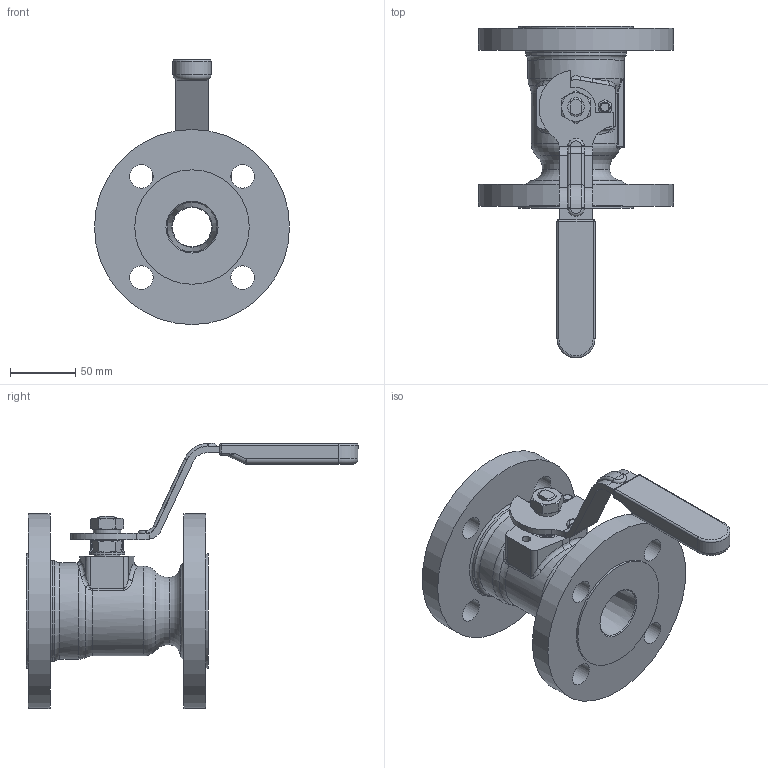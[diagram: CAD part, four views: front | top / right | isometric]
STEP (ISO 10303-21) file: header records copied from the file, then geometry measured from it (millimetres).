
FILE_DESCRIPTION((''),'2;1');
FILE_NAME('GA-F53-15-D40-W-A-1.stp','2014-03-07T15:34:13',('jaday'),(''),'Autodesk Inventor 2012','Autodesk Inventor 2012','');
FILE_SCHEMA(('CONFIG_CONTROL_DESIGN'));
Length unit declared in the file: millimetre
Products named in the file (9): GA-F53-15-D40-W-A-1; GA-B05315-23102-A-1; GA-F51-15-STEM-BUILD-A-1; GA-B00015-06002-A-1; GA-B00015-52001-A-1; GA-B05115-01002-A-1; GA-B00015-34000-A-1; M14-0-000-5DS-A-1; GA-51-15-031-A-1
Assembly tree (9 placements, depth 2):
  GA-F53-15-D40-W-A-1
    GA-B05315-23102-A-1
    GA-F51-15-STEM-BUILD-A-1
    GA-B00015-06002-A-1  x2
    GA-B00015-52001-A-1
    GA-B05115-01002-A-1
    GA-B00015-34000-A-1
    M14-0-000-5DS-A-1
    GA-51-15-031-A-1
Bounding box: 150 x 255.32 x 203.89 mm (x, y, z)
Volume: 939497.7 mm3; surface area: 162375.7 mm2
Topology: 9 solids, 9 shells, 357 faces, 859 edges, 524 vertices
Faces by surface type: plane 134, cylinder 115, bspline 43, cone 35, torus 20, sphere 10
Full cylindrical faces by diameter (mm): 6.647 x2, 7.925 x1, 12.751 x2, 14.288 x1, 18 x8, 19.89 x1, 27 x1, 28.55 x1, 30.235 x1, 31.62 x1, 38.35 x1, 74 x1, 77.4 x1, 88 x2, 150 x2
Entity records: 10729 total; most frequent: CARTESIAN_POINT 3019, DIRECTION 1560, ORIENTED_EDGE 1512, EDGE_CURVE 756, AXIS2_PLACEMENT_3D 613, VERTEX_POINT 484, EDGE_LOOP 408, FACE_OUTER_BOUND 336
